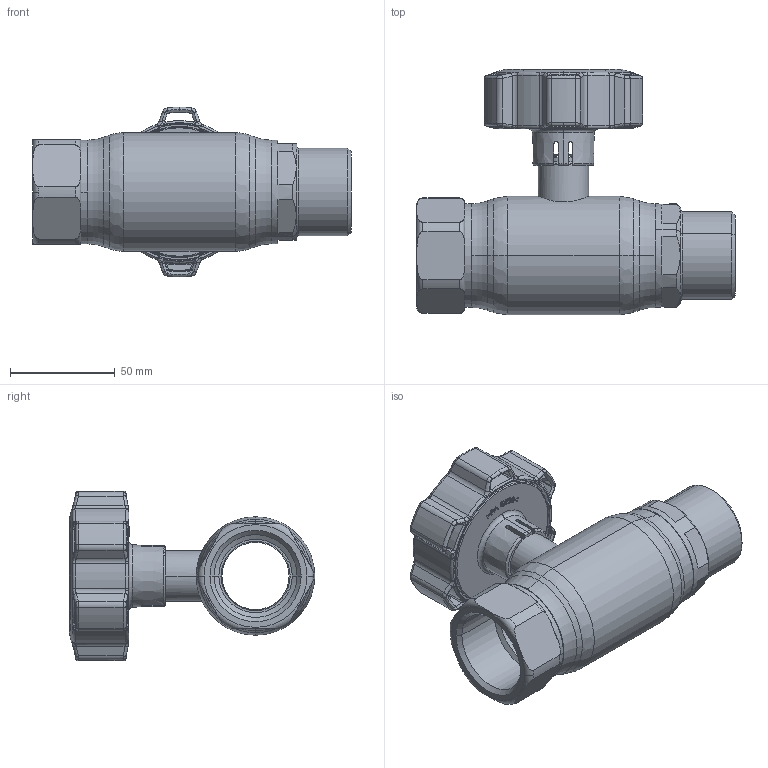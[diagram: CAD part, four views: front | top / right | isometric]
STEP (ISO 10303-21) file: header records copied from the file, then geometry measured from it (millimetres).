
FILE_DESCRIPTION (( 'STEP AP214' ), '1' );
FILE_NAME ('1032002400-1200.step', '2024-01-15T11:38:25', ( '' ), ( '' ), 'SwSTEP 2.0', 'SolidWorks 2021', '' );
FILE_SCHEMA (( 'AUTOMOTIVE_DESIGN' ));
Length unit declared in the file: millimetre
Products named in the file (1): 1032002400-1200
Bounding box: 152 x 117.1 x 81 mm (x, y, z)
Surface area: 62884 mm2 (no closed solid volume)
Topology: 0 solids, 17 shells, 574 faces, 1666 edges, 1084 vertices
Faces by surface type: bspline 176, cylinder 135, plane 123, cone 77, torus 62, sphere 1
Entity records: 35549 total; most frequent: CARTESIAN_POINT 15944, ORIENTED_EDGE 2945, DIRECTION 2271, EDGE_CURVE 1666, VERTEX_POINT 1084, AXIS2_PLACEMENT_3D 889, B_SPLINE_CURVE_WITH_KNOTS 641, EDGE_LOOP 607
